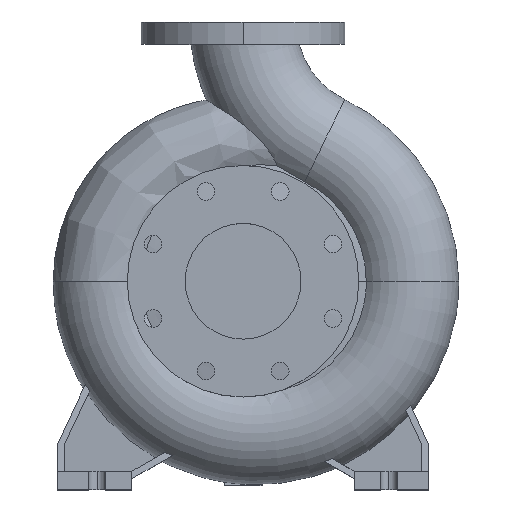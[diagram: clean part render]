
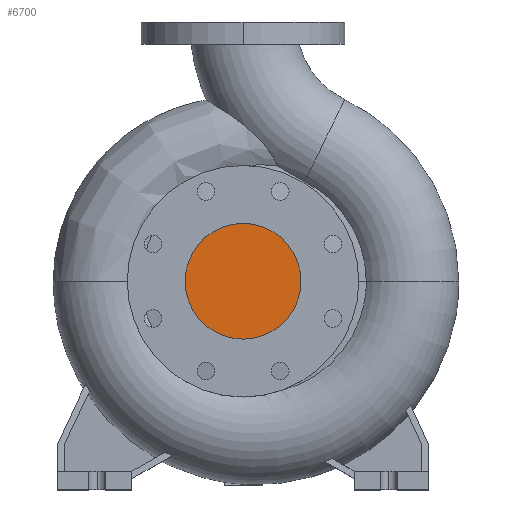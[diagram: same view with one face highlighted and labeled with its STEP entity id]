
A CAD part, top view. The second image highlights one B-rep face of the part: STEP entity #6700.
In plain terms, the highlighted planar face has unit normal (0, 0, 1).
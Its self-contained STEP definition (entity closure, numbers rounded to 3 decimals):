
#380 = DIRECTION ( 'NONE',  ( 0., 0., 1. ) ) ;
#985 = DIRECTION ( 'NONE',  ( 1., 0., 0. ) ) ;
#1178 = EDGE_CURVE ( 'NONE', #9095, #7111, #11989, .T. ) ;
#1482 = DIRECTION ( 'NONE',  ( -1., 0., 0. ) ) ;
#2274 = DIRECTION ( 'NONE',  ( 0., 0., 1. ) ) ;
#2312 = DIRECTION ( 'NONE',  ( 0., 0., -1. ) ) ;
#2384 = CARTESIAN_POINT ( 'NONE',  ( 0., 62.5, 128. ) ) ;
#3201 = AXIS2_PLACEMENT_3D ( 'NONE', #2384, #2312, #1482 ) ;
#3347 = AXIS2_PLACEMENT_3D ( 'NONE', #11715, #380, #4959 ) ;
#4857 = FACE_OUTER_BOUND ( 'NONE', #8414, .T. ) ;
#4959 = DIRECTION ( 'NONE',  ( 1., 0., 0. ) ) ;
#6700 = ADVANCED_FACE ( 'NONE', ( #4857 ), #10646, .F. ) ;
#7111 = VERTEX_POINT ( 'NONE', #11807 ) ;
#7245 = CARTESIAN_POINT ( 'NONE',  ( 62.5, 0., 128. ) ) ;
#7980 = CARTESIAN_POINT ( 'NONE',  ( 0., 0., 128. ) ) ;
#8414 = EDGE_LOOP ( 'NONE', ( #11745, #9873 ) ) ;
#9095 = VERTEX_POINT ( 'NONE', #7245 ) ;
#9873 = ORIENTED_EDGE ( 'NONE', *, *, #12028, .T. ) ;
#10425 = AXIS2_PLACEMENT_3D ( 'NONE', #7980, #2274, #985 ) ;
#10646 = PLANE ( 'NONE',  #3201 ) ;
#11715 = CARTESIAN_POINT ( 'NONE',  ( 0., 0., 128. ) ) ;
#11745 = ORIENTED_EDGE ( 'NONE', *, *, #1178, .T. ) ;
#11807 = CARTESIAN_POINT ( 'NONE',  ( -62.5, 0., 128. ) ) ;
#11989 = CIRCLE ( 'NONE', #3347, 62.5 ) ;
#12028 = EDGE_CURVE ( 'NONE', #7111, #9095, #14721, .T. ) ;
#14721 = CIRCLE ( 'NONE', #10425, 62.5 ) ;
